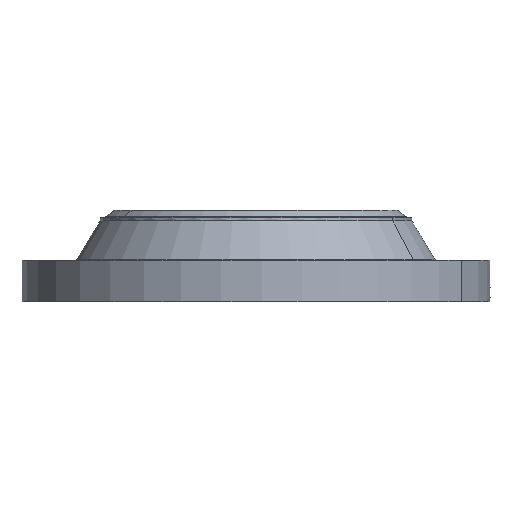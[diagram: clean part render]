
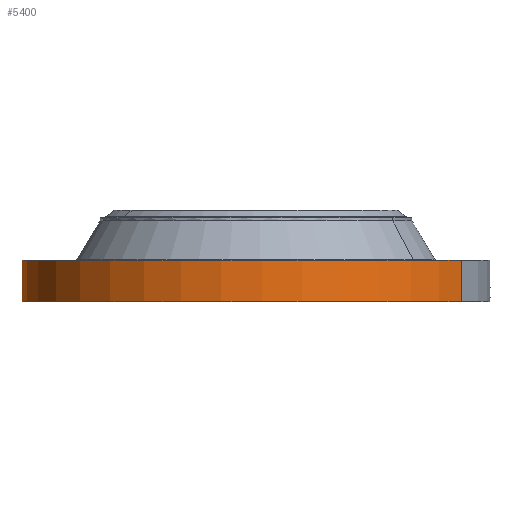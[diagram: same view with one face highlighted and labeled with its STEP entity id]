
A CAD part, left-side view. The second image highlights one B-rep face of the part: STEP entity #5400.
In plain terms, the highlighted cylindrical face has radius 457.2 mm (diameter 914.4 mm), a partial arc.
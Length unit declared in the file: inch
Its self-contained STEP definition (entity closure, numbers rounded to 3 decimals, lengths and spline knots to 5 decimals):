
#3849=AXIS2_PLACEMENT_3D('Circle Axis2P3D',#3847,#3848,$) ;
#4547=AXIS2_PLACEMENT_3D('Circle Axis2P3D',#4545,#4546,$) ;
#5295=AXIS2_PLACEMENT_3D('Cylinder Axis2P3D',#5292,#5293,#5294) ;
#3847=CARTESIAN_POINT('Axis2P3D Location',(0.,0.,0.)) ;
#3851=CARTESIAN_POINT('Vertex',(-8.62966,-15.79649,0.)) ;
#3853=CARTESIAN_POINT('Vertex',(8.62966,15.79649,0.)) ;
#4540=CARTESIAN_POINT('Vertex',(8.62966,15.79649,3.188)) ;
#4542=CARTESIAN_POINT('Vertex',(-8.62966,-15.79649,3.188)) ;
#4545=CARTESIAN_POINT('Axis2P3D Location',(0.,0.,3.188)) ;
#5292=CARTESIAN_POINT('Axis2P3D Location',(0.,0.,3.529)) ;
#5297=CARTESIAN_POINT('Line Origine',(-8.62966,-15.79649,1.594)) ;
#5302=CARTESIAN_POINT('Line Origine',(8.62966,15.79649,1.594)) ;
#5314=CARTESIAN_POINT('Control Point',(-0.00072,18.,1.10412)) ;
#5315=CARTESIAN_POINT('Control Point',(-0.01879,18.,1.10408)) ;
#5316=CARTESIAN_POINT('Control Point',(-0.03687,17.99997,1.10266)) ;
#5317=CARTESIAN_POINT('Control Point',(-0.05473,17.99992,1.09986)) ;
#5318=CARTESIAN_POINT('Vertex',(-0.00072,18.,1.10412)) ;
#5320=CARTESIAN_POINT('Vertex',(-0.05472,17.99992,1.09986)) ;
#5324=CARTESIAN_POINT('Control Point',(-0.05472,17.99992,1.09986)) ;
#5325=CARTESIAN_POINT('Control Point',(-0.09537,17.99979,1.09553)) ;
#5326=CARTESIAN_POINT('Control Point',(-0.13541,17.99953,1.0838)) ;
#5327=CARTESIAN_POINT('Control Point',(-0.17232,17.99918,1.06545)) ;
#5328=CARTESIAN_POINT('Vertex',(-0.17232,17.99918,1.06545)) ;
#5332=CARTESIAN_POINT('Control Point',(-0.03118,17.99997,0.3412)) ;
#5333=CARTESIAN_POINT('Control Point',(-0.0718,17.9999,0.34634)) ;
#5334=CARTESIAN_POINT('Control Point',(-0.11163,17.99972,0.35673)) ;
#5335=CARTESIAN_POINT('Control Point',(-0.14974,17.99943,0.37222)) ;
#5336=CARTESIAN_POINT('Control Point',(-0.23962,17.99853,0.42317)) ;
#5337=CARTESIAN_POINT('Control Point',(-0.30881,17.99741,0.50001)) ;
#5338=CARTESIAN_POINT('Control Point',(-0.34072,17.99679,0.55375)) ;
#5339=CARTESIAN_POINT('Control Point',(-0.37537,17.99609,0.65106)) ;
#5340=CARTESIAN_POINT('Control Point',(-0.37775,17.99603,0.75236)) ;
#5341=CARTESIAN_POINT('Control Point',(-0.37338,17.99613,0.79291)) ;
#5342=CARTESIAN_POINT('Control Point',(-0.3508,17.9966,0.88575)) ;
#5343=CARTESIAN_POINT('Control Point',(-0.30098,17.99752,0.96733)) ;
#5344=CARTESIAN_POINT('Control Point',(-0.26403,17.99814,1.00844)) ;
#5345=CARTESIAN_POINT('Control Point',(-0.22035,17.99872,1.04157)) ;
#5346=CARTESIAN_POINT('Control Point',(-0.17232,17.99918,1.06545)) ;
#5347=CARTESIAN_POINT('Vertex',(-0.03118,17.99997,0.3412)) ;
#5351=CARTESIAN_POINT('Control Point',(-0.03118,17.99997,0.3412)) ;
#5352=CARTESIAN_POINT('Control Point',(-0.02078,17.99999,0.34088)) ;
#5353=CARTESIAN_POINT('Control Point',(-0.01038,18.,0.34093)) ;
#5354=CARTESIAN_POINT('Control Point',(0.,18.,0.34137)) ;
#5355=CARTESIAN_POINT('Vertex',(0.,18.,0.34137)) ;
#5359=CARTESIAN_POINT('Control Point',(0.19249,17.99897,0.39766)) ;
#5360=CARTESIAN_POINT('Control Point',(0.14895,17.99944,0.37218)) ;
#5361=CARTESIAN_POINT('Control Point',(0.10111,17.99981,0.35383)) ;
#5362=CARTESIAN_POINT('Control Point',(0.0508,18.,0.34353)) ;
#5363=CARTESIAN_POINT('Control Point',(0.,18.,0.34137)) ;
#5364=CARTESIAN_POINT('Vertex',(0.19249,17.99897,0.39766)) ;
#5368=CARTESIAN_POINT('Control Point',(0.19249,17.99897,0.39766)) ;
#5369=CARTESIAN_POINT('Control Point',(0.24923,17.99836,0.43085)) ;
#5370=CARTESIAN_POINT('Control Point',(0.29912,17.99761,0.47538)) ;
#5371=CARTESIAN_POINT('Control Point',(0.33902,17.99684,0.52962)) ;
#5372=CARTESIAN_POINT('Control Point',(0.3829,17.99593,0.62794)) ;
#5373=CARTESIAN_POINT('Control Point',(0.39122,17.99575,0.73321)) ;
#5374=CARTESIAN_POINT('Control Point',(0.38902,17.9958,0.77343)) ;
#5375=CARTESIAN_POINT('Control Point',(0.36935,17.99623,0.87644)) ;
#5376=CARTESIAN_POINT('Control Point',(0.31577,17.99728,0.96718)) ;
#5377=CARTESIAN_POINT('Control Point',(0.27122,17.99806,1.01479)) ;
#5378=CARTESIAN_POINT('Control Point',(0.19043,17.99914,1.07073)) ;
#5379=CARTESIAN_POINT('Control Point',(0.09851,17.99977,1.09789)) ;
#5380=CARTESIAN_POINT('Control Point',(0.06575,17.99993,1.10369)) ;
#5381=CARTESIAN_POINT('Control Point',(0.03273,18.,1.10576)) ;
#5382=CARTESIAN_POINT('Control Point',(-0.00003,18.,1.10415)) ;
#5383=CARTESIAN_POINT('Vertex',(-0.00003,18.,1.10415)) ;
#5387=CARTESIAN_POINT('Control Point',(-0.00072,18.,1.10412)) ;
#5388=CARTESIAN_POINT('Control Point',(-0.00037,18.,1.10414)) ;
#5389=CARTESIAN_POINT('Control Point',(-0.00003,18.,1.10415)) ;
#3848=DIRECTION('Axis2P3D Direction',(0.,0.,-0.039)) ;
#4546=DIRECTION('Axis2P3D Direction',(0.,0.,-0.039)) ;
#5293=DIRECTION('Axis2P3D Direction',(0.,0.,-0.039)) ;
#5294=DIRECTION('Axis2P3D XDirection',(0.019,0.035,0.)) ;
#5298=DIRECTION('Vector Direction',(0.,0.,-0.039)) ;
#5303=DIRECTION('Vector Direction',(0.,0.,-0.039)) ;
#5299=VECTOR('Line Direction',#5298,0.03937) ;
#5304=VECTOR('Line Direction',#5303,0.03937) ;
#5308=ORIENTED_EDGE('',*,*,#3855,.F.) ;
#5309=ORIENTED_EDGE('',*,*,#5301,.T.) ;
#5310=ORIENTED_EDGE('',*,*,#4549,.T.) ;
#5311=ORIENTED_EDGE('',*,*,#5306,.F.) ;
#5392=ORIENTED_EDGE('',*,*,#5322,.T.) ;
#5393=ORIENTED_EDGE('',*,*,#5330,.T.) ;
#5394=ORIENTED_EDGE('',*,*,#5349,.F.) ;
#5395=ORIENTED_EDGE('',*,*,#5357,.T.) ;
#5396=ORIENTED_EDGE('',*,*,#5366,.F.) ;
#5397=ORIENTED_EDGE('',*,*,#5385,.T.) ;
#5398=ORIENTED_EDGE('',*,*,#5390,.F.) ;
#5399=FACE_BOUND('',#5391,.T.) ;
#5400=ADVANCED_FACE('PartBody',(#5312,#5399),#5296,.T.) ;
#5313=B_SPLINE_CURVE_WITH_KNOTS('',3,(#5314,#5315,#5316,#5317),.UNSPECIFIED.,.F.,.U.,(4,4),(34.61679,36.62246),.UNSPECIFIED.) ;
#5323=B_SPLINE_CURVE_WITH_KNOTS('',3,(#5324,#5325,#5326,#5327),.UNSPECIFIED.,.F.,.U.,(4,4),(0.,4.59363),.UNSPECIFIED.) ;
#5331=B_SPLINE_CURVE_WITH_KNOTS('',5,(#5332,#5333,#5334,#5335,#5336,#5337,#5338,#5339,#5340,#5341,#5342,#5343,#5344,#5345,#5346),.UNSPECIFIED.,.F.,.U.,(6,3,3,3,6),(0.,7.11615,18.00253,25.34098,35.30577),.UNSPECIFIED.) ;
#5350=B_SPLINE_CURVE_WITH_KNOTS('',3,(#5351,#5352,#5353,#5354),.UNSPECIFIED.,.F.,.U.,(4,4),(0.,1.08463),.UNSPECIFIED.) ;
#5358=B_SPLINE_CURVE_WITH_KNOTS('',4,(#5359,#5360,#5361,#5362,#5363),.UNSPECIFIED.,.F.,.U.,(5,5),(0.,7.07893),.UNSPECIFIED.) ;
#5367=B_SPLINE_CURVE_WITH_KNOTS('',5,(#5368,#5369,#5370,#5371,#5372,#5373,#5374,#5375,#5376,#5377,#5378,#5379,#5380,#5381,#5382),.UNSPECIFIED.,.F.,.U.,(6,3,3,3,6),(0.,11.53079,18.63124,30.13123,36.25306),.UNSPECIFIED.) ;
#5386=B_SPLINE_CURVE_WITH_KNOTS('',2,(#5387,#5388,#5389),.UNSPECIFIED.,.F.,.U.,(3,3),(1.01704,1.04283),.UNSPECIFIED.) ;
#3850=CIRCLE('generated circle',#3849,18.) ;
#4548=CIRCLE('generated circle',#4547,18.) ;
#5296=CYLINDRICAL_SURFACE('generated cylinder',#5295,18.) ;
#3855=EDGE_CURVE('',#3852,#3854,#3850,.T.) ;
#4549=EDGE_CURVE('',#4543,#4541,#4548,.T.) ;
#5301=EDGE_CURVE('',#3852,#4543,#5300,.F.) ;
#5306=EDGE_CURVE('',#3854,#4541,#5305,.F.) ;
#5322=EDGE_CURVE('',#5319,#5321,#5313,.T.) ;
#5330=EDGE_CURVE('',#5321,#5329,#5323,.T.) ;
#5349=EDGE_CURVE('',#5348,#5329,#5331,.T.) ;
#5357=EDGE_CURVE('',#5348,#5356,#5350,.T.) ;
#5366=EDGE_CURVE('',#5365,#5356,#5358,.T.) ;
#5385=EDGE_CURVE('',#5365,#5384,#5367,.T.) ;
#5390=EDGE_CURVE('',#5319,#5384,#5386,.T.) ;
#5307=EDGE_LOOP('',(#5308,#5309,#5310,#5311)) ;
#5391=EDGE_LOOP('',(#5392,#5393,#5394,#5395,#5396,#5397,#5398)) ;
#5312=FACE_OUTER_BOUND('',#5307,.T.) ;
#5300=LINE('Line',#5297,#5299) ;
#5305=LINE('Line',#5302,#5304) ;
#3852=VERTEX_POINT('',#3851) ;
#3854=VERTEX_POINT('',#3853) ;
#4541=VERTEX_POINT('',#4540) ;
#4543=VERTEX_POINT('',#4542) ;
#5319=VERTEX_POINT('',#5318) ;
#5321=VERTEX_POINT('',#5320) ;
#5329=VERTEX_POINT('',#5328) ;
#5348=VERTEX_POINT('',#5347) ;
#5356=VERTEX_POINT('',#5355) ;
#5365=VERTEX_POINT('',#5364) ;
#5384=VERTEX_POINT('',#5383) ;
